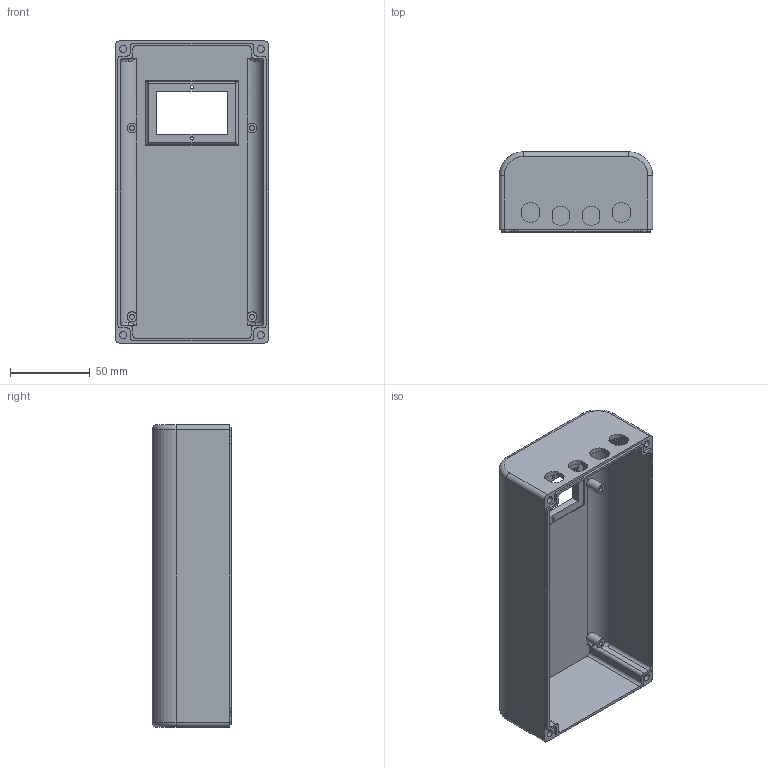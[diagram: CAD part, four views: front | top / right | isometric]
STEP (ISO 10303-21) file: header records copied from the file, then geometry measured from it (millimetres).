
FILE_DESCRIPTION((''),'2;1');
FILE_NAME('01_HOUSING','2026-02-20T21:59:25',('Samuel'),(''),'CREO PARAMETRIC BY PTC INC, 2023073','CREO PARAMETRIC BY PTC INC, 2023073','');
FILE_SCHEMA(('CONFIG_CONTROL_DESIGN'));
Length unit declared in the file: millimetre
Products named in the file (1): 01_HOUSING
Bounding box: 96 x 50 x 189 mm (x, y, z)
Volume: 136513.6 mm3; surface area: 86898.7 mm2
Topology: 1 solids, 1 shells, 160 faces, 414 edges, 268 vertices
Faces by surface type: cylinder 78, plane 70, torus 8, bspline 4
Entity records: 5473 total; most frequent: CARTESIAN_POINT 1431, DIRECTION 846, ORIENTED_EDGE 828, EDGE_CURVE 414, AXIS2_PLACEMENT_3D 308, VERTEX_POINT 268, VECTOR 230, LINE 230
